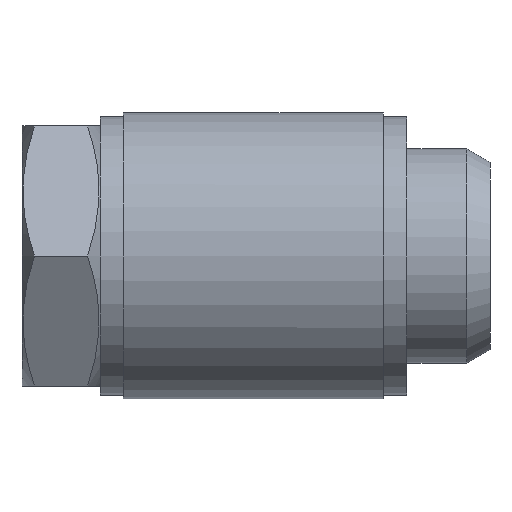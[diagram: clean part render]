
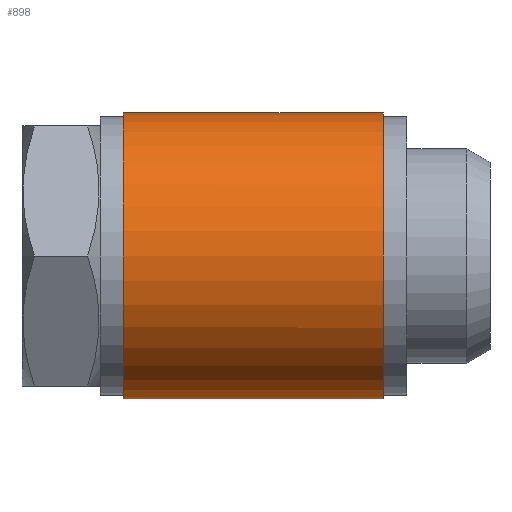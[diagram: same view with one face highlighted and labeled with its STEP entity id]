
A CAD part, left-side view. The second image highlights one B-rep face of the part: STEP entity #898.
In plain terms, the highlighted cylindrical face has radius 11 mm (diameter 22 mm), a partial arc.
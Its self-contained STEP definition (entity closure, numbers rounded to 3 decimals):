
#417 = EDGE_LOOP ( 'NONE', ( #2488, #2490, #2418, #2498 ) ) ;
#473 = VERTEX_POINT ( 'NONE', #665 ) ;
#474 = VERTEX_POINT ( 'NONE', #666 ) ;
#475 = VERTEX_POINT ( 'NONE', #667 ) ;
#476 = VERTEX_POINT ( 'NONE', #668 ) ;
#665 = CARTESIAN_POINT ( 'NONE',  ( 0., 8.2, 11. ) ) ;
#666 = CARTESIAN_POINT ( 'NONE',  ( 0., 8.2, -11. ) ) ;
#667 = CARTESIAN_POINT ( 'NONE',  ( 0., 28.2, -11. ) ) ;
#668 = CARTESIAN_POINT ( 'NONE',  ( 0., 28.2, 11. ) ) ;
#898 = ADVANCED_FACE ( 'NONE', ( #2069 ), #2070, .T. ) ;
#925 = CIRCLE ( 'NONE', #1112, 11. ) ;
#958 = VECTOR ( 'NONE', #1344, 1000. ) ;
#961 = VECTOR ( 'NONE', #1271, 1000. ) ;
#971 = AXIS2_PLACEMENT_3D ( 'NONE', #1345, #1346, #1347 ) ;
#1089 = CIRCLE ( 'NONE', #971, 11. ) ;
#1112 = AXIS2_PLACEMENT_3D ( 'NONE', #1351, #1352, #1353 ) ;
#1270 = CARTESIAN_POINT ( 'NONE',  ( 0., 34.286, 11. ) ) ;
#1271 = DIRECTION ( 'NONE',  ( 0., 1., 0. ) ) ;
#1343 = CARTESIAN_POINT ( 'NONE',  ( 0., 34.286, -11. ) ) ;
#1344 = DIRECTION ( 'NONE',  ( 0., 1., 0. ) ) ;
#1345 = CARTESIAN_POINT ( 'NONE',  ( 0., 8.2, 0. ) ) ;
#1346 = DIRECTION ( 'NONE',  ( 0., 1., 0. ) ) ;
#1347 = DIRECTION ( 'NONE',  ( 0., 0., 1. ) ) ;
#1351 = CARTESIAN_POINT ( 'NONE',  ( 0., 28.2, 0. ) ) ;
#1352 = DIRECTION ( 'NONE',  ( 0., -1., 0. ) ) ;
#1353 = DIRECTION ( 'NONE',  ( 0., 0., -1. ) ) ;
#2069 = FACE_OUTER_BOUND ( 'NONE', #417, .T. ) ;
#2070 = CYLINDRICAL_SURFACE ( 'NONE', #2301, 11. ) ;
#2148 = LINE ( 'NONE', #1270, #961 ) ;
#2149 = LINE ( 'NONE', #1343, #958 ) ;
#2301 = AXIS2_PLACEMENT_3D ( 'NONE', #2665, #2666, #2667 ) ;
#2418 = ORIENTED_EDGE ( 'NONE', *, *, #2916, .T. ) ;
#2488 = ORIENTED_EDGE ( 'NONE', *, *, #2928, .F. ) ;
#2490 = ORIENTED_EDGE ( 'NONE', *, *, #2929, .T. ) ;
#2498 = ORIENTED_EDGE ( 'NONE', *, *, #2931, .T. ) ;
#2665 = CARTESIAN_POINT ( 'NONE',  ( 0., 34.286, 0. ) ) ;
#2666 = DIRECTION ( 'NONE',  ( 0., 1., 0. ) ) ;
#2667 = DIRECTION ( 'NONE',  ( 0., 0., 1. ) ) ;
#2916 = EDGE_CURVE ( 'NONE', #473, #476, #2148, .T. ) ;
#2928 = EDGE_CURVE ( 'NONE', #474, #475, #2149, .T. ) ;
#2929 = EDGE_CURVE ( 'NONE', #474, #473, #1089, .T. ) ;
#2931 = EDGE_CURVE ( 'NONE', #476, #475, #925, .T. ) ;
